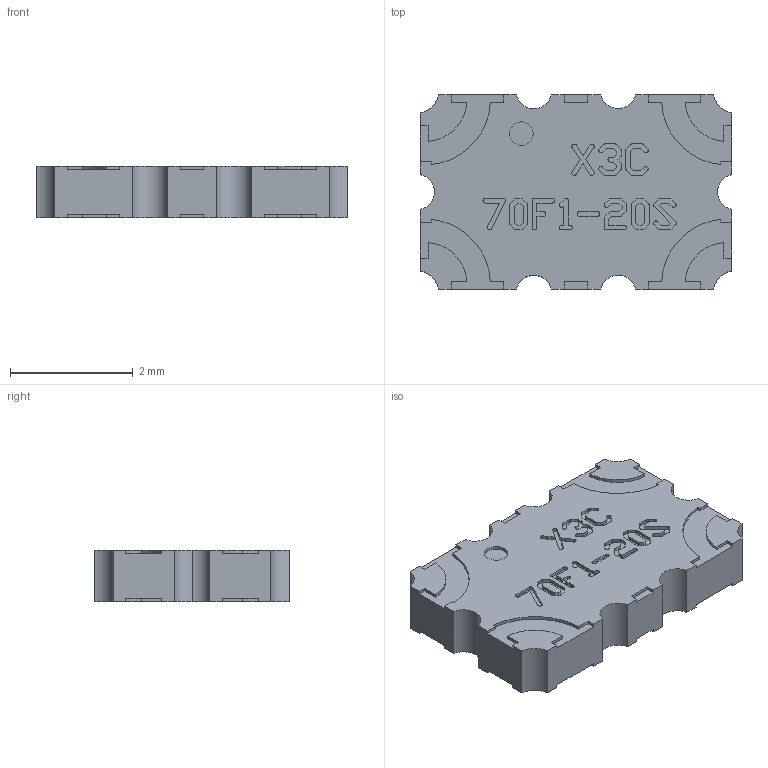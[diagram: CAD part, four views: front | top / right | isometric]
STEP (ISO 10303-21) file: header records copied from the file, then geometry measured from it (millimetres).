
FILE_DESCRIPTION (( 'STEP AP203' ), '1' );
FILE_NAME ('X3C70F1-20S_3D_Model.STEP', '2024-04-05T13:15:15', ( '' ), ( '' ), 'SwSTEP 2.0', 'SolidWorks 2023', '' );
FILE_SCHEMA (( 'CONFIG_CONTROL_DESIGN' ));
Length unit declared in the file: inch
Products named in the file (1): X3C70F1-20S_3D_Model
Bounding box: 5.08 x 3.17 x 0.84 mm (x, y, z)
Volume: 12.5 mm3; surface area: 47.5 mm2
Topology: 1 solids, 1 shells, 415 faces, 1194 edges, 796 vertices
Faces by surface type: plane 291, cylinder 124
Entity records: 13635 total; most frequent: CARTESIAN_POINT 2406, ORIENTED_EDGE 2388, DIRECTION 2274, EDGE_CURVE 1194, VECTOR 946, LINE 946, VERTEX_POINT 796, AXIS2_PLACEMENT_3D 664
